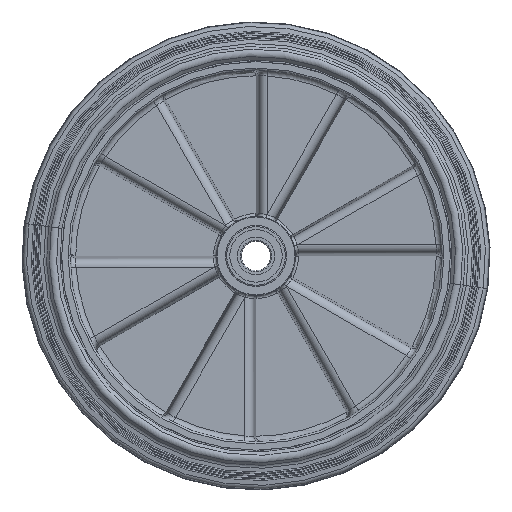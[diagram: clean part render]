
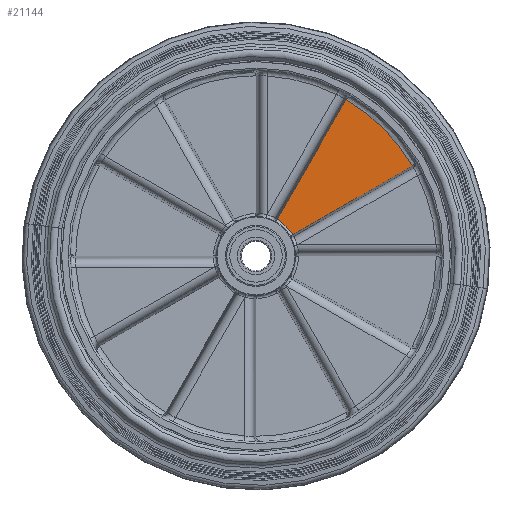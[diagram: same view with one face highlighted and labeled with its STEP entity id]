
A CAD part, top view. The second image highlights one B-rep face of the part: STEP entity #21144.
In plain terms, the highlighted planar face has unit normal (0, 0, 1).
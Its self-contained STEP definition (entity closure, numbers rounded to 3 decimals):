
#100 = VERTEX_POINT ( 'NONE', #6748 ) ;
#340 = ORIENTED_EDGE ( 'NONE', *, *, #20271, .T. ) ;
#1088 = CARTESIAN_POINT ( 'NONE',  ( 0., 0., -14. ) ) ;
#1854 = CARTESIAN_POINT ( 'NONE',  ( 76.877, 133.439, -14. ) ) ;
#2018 = LINE ( 'NONE', #12746, #3586 ) ;
#2831 = ORIENTED_EDGE ( 'NONE', *, *, #13942, .T. ) ;
#3586 = VECTOR ( 'NONE', #15463, 1000. ) ;
#5412 = VERTEX_POINT ( 'NONE', #25222 ) ;
#6400 = AXIS2_PLACEMENT_3D ( 'NONE', #12342, #11052, #15159 ) ;
#6748 = CARTESIAN_POINT ( 'NONE',  ( 133.439, 76.877, -14. ) ) ;
#7274 = EDGE_LOOP ( 'NONE', ( #16484, #19063, #10362, #2831, #340, #11847 ) ) ;
#8341 = CARTESIAN_POINT ( 'NONE',  ( 133.439, 76.877, -14. ) ) ;
#8683 = AXIS2_PLACEMENT_3D ( 'NONE', #28240, #8709, #21427 ) ;
#8709 = DIRECTION ( 'NONE',  ( 0., 0., 1. ) ) ;
#9084 = VERTEX_POINT ( 'NONE', #18376 ) ;
#9114 = CIRCLE ( 'NONE', #13205, 36.25 ) ;
#9168 = DIRECTION ( 'NONE',  ( 0., 0., -1. ) ) ;
#9424 = CARTESIAN_POINT ( 'NONE',  ( 76.877, 133.439, -14. ) ) ;
#9970 = VERTEX_POINT ( 'NONE', #21272 ) ;
#10358 = CARTESIAN_POINT ( 'NONE',  ( 133.395, 76.851, -14. ) ) ;
#10362 = ORIENTED_EDGE ( 'NONE', *, *, #14702, .T. ) ;
#11052 = DIRECTION ( 'NONE',  ( 0., 0., 1. ) ) ;
#11304 = DIRECTION ( 'NONE',  ( 1., 0., 0. ) ) ;
#11847 = ORIENTED_EDGE ( 'NONE', *, *, #20686, .T. ) ;
#12068 = VERTEX_POINT ( 'NONE', #26262 ) ;
#12202 = PLANE ( 'NONE',  #6400 ) ;
#12342 = CARTESIAN_POINT ( 'NONE',  ( 0., 0., -14. ) ) ;
#12746 = CARTESIAN_POINT ( 'NONE',  ( -0.124, 0.071, -14. ) ) ;
#12752 = CARTESIAN_POINT ( 'NONE',  ( 133.373, 76.838, -14. ) ) ;
#13051 = B_SPLINE_CURVE_WITH_KNOTS ( 'NONE', 3,
 ( #9424, #18377, #22550, #18092 ),
 .UNSPECIFIED., .F., .F.,
 ( 4, 4 ),
 ( 0., 0. ),
 .UNSPECIFIED. ) ;
#13205 = AXIS2_PLACEMENT_3D ( 'NONE', #1088, #9168, #11304 ) ;
#13942 = EDGE_CURVE ( 'NONE', #18580, #5412, #13051, .T. ) ;
#14332 = FACE_OUTER_BOUND ( 'NONE', #7274, .T. ) ;
#14702 = EDGE_CURVE ( 'NONE', #100, #18580, #15970, .T. ) ;
#15159 = DIRECTION ( 'NONE',  ( 1., 0., 0. ) ) ;
#15463 = DIRECTION ( 'NONE',  ( -0.5, -0.866, 0. ) ) ;
#15970 = CIRCLE ( 'NONE', #8683, 154. ) ;
#16484 = ORIENTED_EDGE ( 'NONE', *, *, #24192, .T. ) ;
#16710 = VECTOR ( 'NONE', #18221, 1000. ) ;
#18092 = CARTESIAN_POINT ( 'NONE',  ( 76.838, 133.373, -14. ) ) ;
#18221 = DIRECTION ( 'NONE',  ( 0.866, 0.5, 0. ) ) ;
#18350 = LINE ( 'NONE', #20660, #16710 ) ;
#18376 = CARTESIAN_POINT ( 'NONE',  ( 31.465, 18.001, -14. ) ) ;
#18377 = CARTESIAN_POINT ( 'NONE',  ( 76.864, 133.417, -14. ) ) ;
#18580 = VERTEX_POINT ( 'NONE', #1854 ) ;
#19063 = ORIENTED_EDGE ( 'NONE', *, *, #27735, .T. ) ;
#20271 = EDGE_CURVE ( 'NONE', #5412, #9970, #2018, .T. ) ;
#20660 = CARTESIAN_POINT ( 'NONE',  ( 0.071, -0.124, -14. ) ) ;
#20686 = EDGE_CURVE ( 'NONE', #9970, #9084, #9114, .T. ) ;
#21144 = ADVANCED_FACE ( 'NONE', ( #14332 ), #12202, .T. ) ;
#21272 = CARTESIAN_POINT ( 'NONE',  ( 18.001, 31.465, -14. ) ) ;
#21427 = DIRECTION ( 'NONE',  ( 1., 0., 0. ) ) ;
#22550 = CARTESIAN_POINT ( 'NONE',  ( 76.851, 133.395, -14. ) ) ;
#24192 = EDGE_CURVE ( 'NONE', #9084, #12068, #18350, .T. ) ;
#24870 = B_SPLINE_CURVE_WITH_KNOTS ( 'NONE', 3,
 ( #12752, #10358, #25344, #8341 ),
 .UNSPECIFIED., .F., .F.,
 ( 4, 4 ),
 ( 0., 0. ),
 .UNSPECIFIED. ) ;
#25222 = CARTESIAN_POINT ( 'NONE',  ( 76.838, 133.373, -14. ) ) ;
#25344 = CARTESIAN_POINT ( 'NONE',  ( 133.417, 76.864, -14. ) ) ;
#26262 = CARTESIAN_POINT ( 'NONE',  ( 133.373, 76.838, -14. ) ) ;
#27735 = EDGE_CURVE ( 'NONE', #12068, #100, #24870, .T. ) ;
#28240 = CARTESIAN_POINT ( 'NONE',  ( 0., 0., -14. ) ) ;
